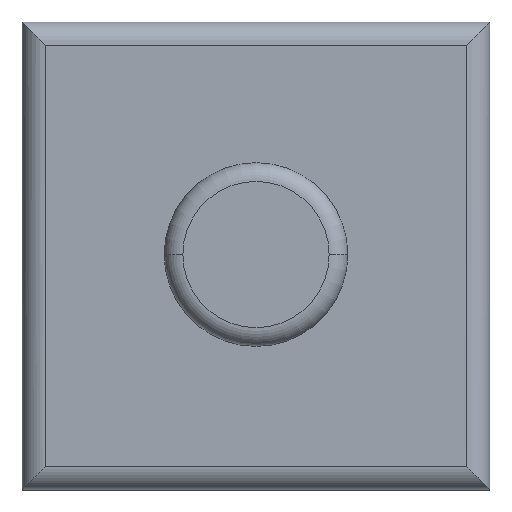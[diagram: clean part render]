
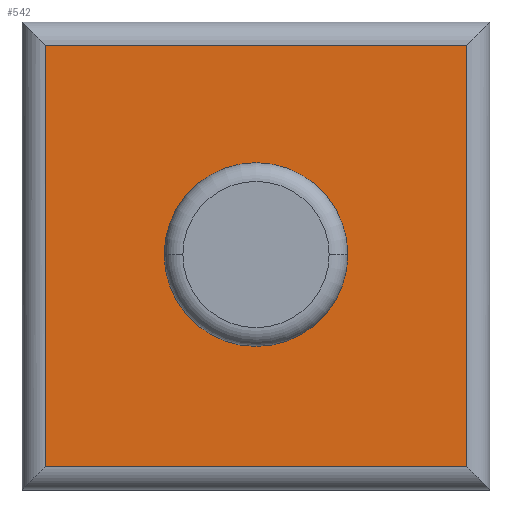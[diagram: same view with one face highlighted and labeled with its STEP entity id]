
A CAD part, top view. The second image highlights one B-rep face of the part: STEP entity #542.
In plain terms, the highlighted planar face has unit normal (0, 0, 1).
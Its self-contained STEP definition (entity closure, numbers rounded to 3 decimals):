
#4 = EDGE_CURVE ( 'NONE', #480, #43, #109, .T. ) ;
#29 = LINE ( 'NONE', #423, #351 ) ;
#31 = EDGE_CURVE ( 'NONE', #439, #370, #308, .T. ) ;
#42 = AXIS2_PLACEMENT_3D ( 'NONE', #488, #382, #332 ) ;
#43 = VERTEX_POINT ( 'NONE', #259 ) ;
#55 = VECTOR ( 'NONE', #396, 1000. ) ;
#59 = DIRECTION ( 'NONE',  ( 0., 1., 0. ) ) ;
#62 = AXIS2_PLACEMENT_3D ( 'NONE', #303, #505, #175 ) ;
#76 = CARTESIAN_POINT ( 'NONE',  ( -9., -9., -31. ) ) ;
#80 = CARTESIAN_POINT ( 'NONE',  ( -2.5, 0., -31. ) ) ;
#109 = CIRCLE ( 'NONE', #425, 2.5 ) ;
#114 = FACE_OUTER_BOUND ( 'NONE', #562, .T. ) ;
#174 = DIRECTION ( 'NONE',  ( 1., 0., 0. ) ) ;
#175 = DIRECTION ( 'NONE',  ( 1., 0., 0. ) ) ;
#176 = CARTESIAN_POINT ( 'NONE',  ( 0., 0., -31. ) ) ;
#200 = VERTEX_POINT ( 'NONE', #320 ) ;
#201 = ORIENTED_EDGE ( 'NONE', *, *, #4, .F. ) ;
#205 = VECTOR ( 'NONE', #397, 1000. ) ;
#241 = CIRCLE ( 'NONE', #42, 2.5 ) ;
#259 = CARTESIAN_POINT ( 'NONE',  ( 2.5, 0., -31. ) ) ;
#301 = CARTESIAN_POINT ( 'NONE',  ( 10., -9., -31. ) ) ;
#303 = CARTESIAN_POINT ( 'NONE',  ( 0., 0., -31. ) ) ;
#308 = LINE ( 'NONE', #395, #205 ) ;
#320 = CARTESIAN_POINT ( 'NONE',  ( 9., -9., -31. ) ) ;
#329 = LINE ( 'NONE', #601, #432 ) ;
#332 = DIRECTION ( 'NONE',  ( 1., 0., 0. ) ) ;
#351 = VECTOR ( 'NONE', #59, 1000. ) ;
#355 = DIRECTION ( 'NONE',  ( 0., -1., 0. ) ) ;
#361 = EDGE_CURVE ( 'NONE', #200, #439, #29, .T. ) ;
#368 = LINE ( 'NONE', #301, #55 ) ;
#370 = VERTEX_POINT ( 'NONE', #528 ) ;
#373 = FACE_BOUND ( 'NONE', #579, .T. ) ;
#382 = DIRECTION ( 'NONE',  ( 0., 0., 1. ) ) ;
#384 = EDGE_CURVE ( 'NONE', #43, #480, #241, .T. ) ;
#395 = CARTESIAN_POINT ( 'NONE',  ( -10., 9., -31. ) ) ;
#396 = DIRECTION ( 'NONE',  ( 1., 0., 0. ) ) ;
#397 = DIRECTION ( 'NONE',  ( -1., 0., 0. ) ) ;
#423 = CARTESIAN_POINT ( 'NONE',  ( 9., 10., -31. ) ) ;
#425 = AXIS2_PLACEMENT_3D ( 'NONE', #176, #445, #174 ) ;
#427 = ORIENTED_EDGE ( 'NONE', *, *, #495, .T. ) ;
#432 = VECTOR ( 'NONE', #355, 1000. ) ;
#439 = VERTEX_POINT ( 'NONE', #581 ) ;
#445 = DIRECTION ( 'NONE',  ( 0., 0., 1. ) ) ;
#480 = VERTEX_POINT ( 'NONE', #80 ) ;
#488 = CARTESIAN_POINT ( 'NONE',  ( 0., 0., -31. ) ) ;
#489 = ORIENTED_EDGE ( 'NONE', *, *, #361, .T. ) ;
#493 = VERTEX_POINT ( 'NONE', #76 ) ;
#495 = EDGE_CURVE ( 'NONE', #493, #200, #368, .T. ) ;
#505 = DIRECTION ( 'NONE',  ( 0., 0., 1. ) ) ;
#521 = EDGE_CURVE ( 'NONE', #370, #493, #329, .T. ) ;
#528 = CARTESIAN_POINT ( 'NONE',  ( -9., 9., -31. ) ) ;
#542 = ADVANCED_FACE ( 'NONE', ( #114, #373 ), #546, .T. ) ;
#546 = PLANE ( 'NONE',  #62 ) ;
#562 = EDGE_LOOP ( 'NONE', ( #584, #572, #427, #489 ) ) ;
#572 = ORIENTED_EDGE ( 'NONE', *, *, #521, .T. ) ;
#579 = EDGE_LOOP ( 'NONE', ( #201, #589 ) ) ;
#581 = CARTESIAN_POINT ( 'NONE',  ( 9., 9., -31. ) ) ;
#584 = ORIENTED_EDGE ( 'NONE', *, *, #31, .T. ) ;
#589 = ORIENTED_EDGE ( 'NONE', *, *, #384, .F. ) ;
#601 = CARTESIAN_POINT ( 'NONE',  ( -9., -10., -31. ) ) ;
